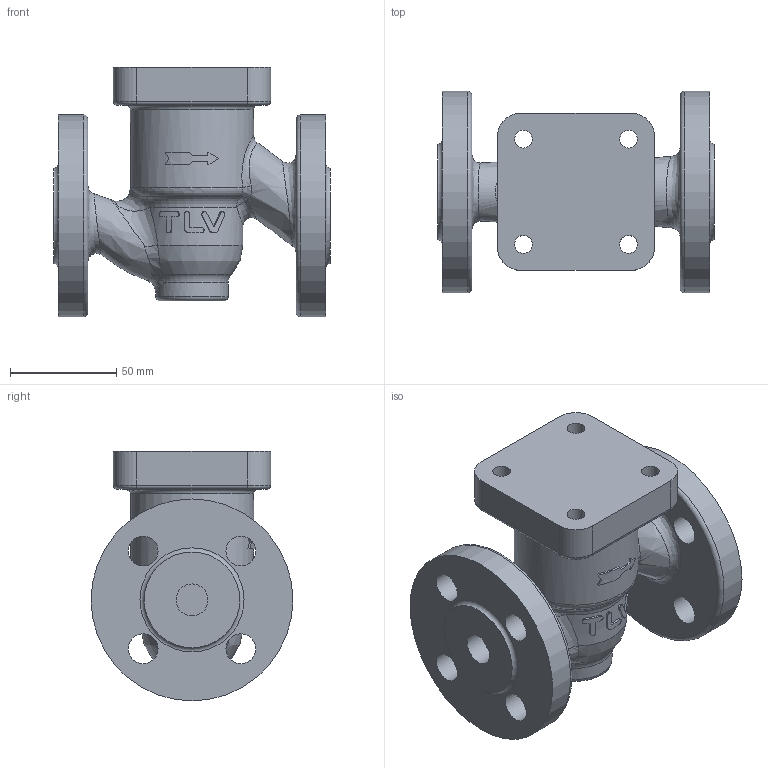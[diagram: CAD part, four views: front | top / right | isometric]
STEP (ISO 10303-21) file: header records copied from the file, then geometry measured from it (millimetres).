
FILE_DESCRIPTION(/* description */ (''),/* implementation_level */ '2;1');
FILE_NAME(/* name */ 'rct16-015-e0025-00.stp',/* time_stamp */ '2018-11-13T07:18:40+09:00',/* author */ ('nakaot'),/* organization */ (''),/* preprocessor_version */ 'ST-DEVELOPER v15.6',/* originating_system */ 'Autodesk Inventor 2015',/* authorisation */ '');
FILE_SCHEMA (('CONFIG_CONTROL_DESIGN'));
Length unit declared in the file: millimetre
Products named in the file (1): rct16-015-e0025-00
Bounding box: 130 x 95 x 117.5 mm (x, y, z)
Volume: 501734.2 mm3; surface area: 72580.5 mm2
Topology: 1 solids, 1 shells, 116 faces, 310 edges, 204 vertices
Faces by surface type: bspline 39, plane 31, cylinder 31, torus 14, cone 1
Full cylindrical faces by diameter (mm): 8.376 x4, 14 x8, 15 x2, 34 x1, 58 x1, 95 x2
Entity records: 5918 total; most frequent: CARTESIAN_POINT 3352, ORIENTED_EDGE 538, DIRECTION 442, EDGE_CURVE 269, VERTEX_POINT 188, AXIS2_PLACEMENT_3D 187, EDGE_LOOP 173, FACE_OUTER_BOUND 116
